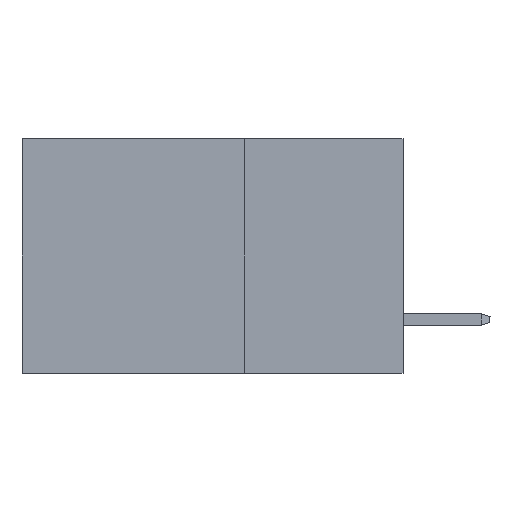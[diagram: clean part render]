
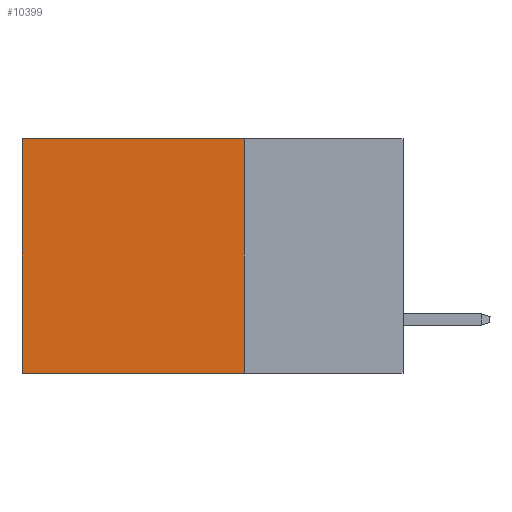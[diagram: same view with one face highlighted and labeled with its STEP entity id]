
A CAD part, left-side view. The second image highlights one B-rep face of the part: STEP entity #10399.
In plain terms, the highlighted planar face has unit normal (-1, 0, 0).
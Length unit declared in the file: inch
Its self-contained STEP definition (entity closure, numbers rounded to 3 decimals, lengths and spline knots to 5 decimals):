
#97 = CARTESIAN_POINT ( 'NONE',  ( 0.2875, 0.25, 0. ) ) ;
#293 = PLANE ( 'NONE',  #3799 ) ;
#307 = DIRECTION ( 'NONE',  ( 0., 1., 0. ) ) ;
#998 = CARTESIAN_POINT ( 'NONE',  ( 0.2875, 0.25, 0. ) ) ;
#1069 = VECTOR ( 'NONE', #3052, 39.37008 ) ;
#1122 = LINE ( 'NONE', #4871, #3614 ) ;
#1235 = DIRECTION ( 'NONE',  ( 0., 0., -1. ) ) ;
#1375 = VERTEX_POINT ( 'NONE', #11209 ) ;
#2138 = ORIENTED_EDGE ( 'NONE', *, *, #7396, .T. ) ;
#2332 = LINE ( 'NONE', #10435, #4725 ) ;
#2400 = VERTEX_POINT ( 'NONE', #10329 ) ;
#2760 = FACE_OUTER_BOUND ( 'NONE', #5864, .T. ) ;
#3052 = DIRECTION ( 'NONE',  ( 0., 0., -1. ) ) ;
#3139 = ORIENTED_EDGE ( 'NONE', *, *, #6827, .F. ) ;
#3188 = CARTESIAN_POINT ( 'NONE',  ( 0.2875, 0.6, 0. ) ) ;
#3614 = VECTOR ( 'NONE', #307, 39.37008 ) ;
#3799 = AXIS2_PLACEMENT_3D ( 'NONE', #998, #9347, #1235 ) ;
#3964 = CARTESIAN_POINT ( 'NONE',  ( 0.2875, 0.6, 0. ) ) ;
#4024 = ORIENTED_EDGE ( 'NONE', *, *, #6056, .T. ) ;
#4263 = VERTEX_POINT ( 'NONE', #3188 ) ;
#4725 = VECTOR ( 'NONE', #9598, 39.37008 ) ;
#4871 = CARTESIAN_POINT ( 'NONE',  ( 0.2875, 0.25, -0.37 ) ) ;
#5864 = EDGE_LOOP ( 'NONE', ( #2138, #3139, #10888, #4024 ) ) ;
#6056 = EDGE_CURVE ( 'NONE', #1375, #4263, #2332, .T. ) ;
#6827 = EDGE_CURVE ( 'NONE', #7424, #2400, #1122, .T. ) ;
#7396 = EDGE_CURVE ( 'NONE', #4263, #2400, #11336, .T. ) ;
#7424 = VERTEX_POINT ( 'NONE', #7934 ) ;
#7934 = CARTESIAN_POINT ( 'NONE',  ( 0.2875, 0.25, -0.37 ) ) ;
#8289 = LINE ( 'NONE', #97, #10765 ) ;
#9347 = DIRECTION ( 'NONE',  ( 1., 0., 0. ) ) ;
#9598 = DIRECTION ( 'NONE',  ( 0., 1., 0. ) ) ;
#10130 = DIRECTION ( 'NONE',  ( 0., 0., -1. ) ) ;
#10329 = CARTESIAN_POINT ( 'NONE',  ( 0.2875, 0.6, -0.37 ) ) ;
#10399 = ADVANCED_FACE ( 'NONE', ( #2760 ), #293, .F. ) ;
#10435 = CARTESIAN_POINT ( 'NONE',  ( 0.2875, 0.25, 0. ) ) ;
#10765 = VECTOR ( 'NONE', #10130, 39.37008 ) ;
#10827 = EDGE_CURVE ( 'NONE', #1375, #7424, #8289, .T. ) ;
#10888 = ORIENTED_EDGE ( 'NONE', *, *, #10827, .F. ) ;
#11209 = CARTESIAN_POINT ( 'NONE',  ( 0.2875, 0.25, 0. ) ) ;
#11336 = LINE ( 'NONE', #3964, #1069 ) ;
